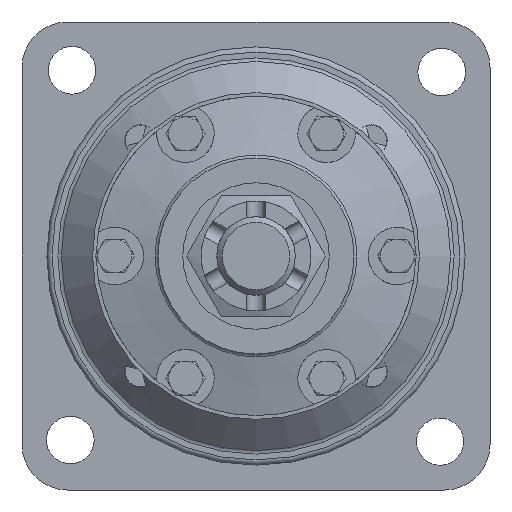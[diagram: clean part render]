
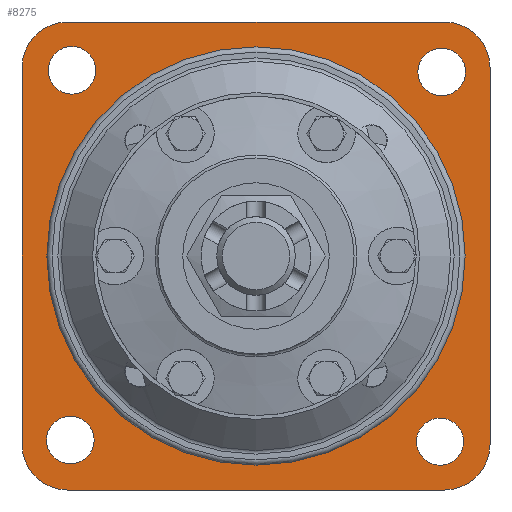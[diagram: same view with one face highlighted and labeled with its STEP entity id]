
A CAD part, left-side view. The second image highlights one B-rep face of the part: STEP entity #8275.
In plain terms, the highlighted planar face has unit normal (-1, 0, 0).
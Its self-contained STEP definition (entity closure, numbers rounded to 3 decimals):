
#974=LINE('',#14274,#1504);
#978=LINE('',#14286,#1508);
#982=LINE('',#14298,#1512);
#986=LINE('',#14310,#1516);
#1504=VECTOR('',#11322,1000.);
#1508=VECTOR('',#11334,1000.);
#1512=VECTOR('',#11346,1000.);
#1516=VECTOR('',#11358,1000.);
#3215=ORIENTED_EDGE('',*,*,#4625,.T.);
#3216=ORIENTED_EDGE('',*,*,#4703,.T.);
#3217=ORIENTED_EDGE('',*,*,#4701,.T.);
#3218=ORIENTED_EDGE('',*,*,#4699,.T.);
#3219=ORIENTED_EDGE('',*,*,#4697,.T.);
#3220=ORIENTED_EDGE('',*,*,#4677,.F.);
#3221=ORIENTED_EDGE('',*,*,#4706,.F.);
#3222=ORIENTED_EDGE('',*,*,#4695,.F.);
#3223=ORIENTED_EDGE('',*,*,#4692,.F.);
#3224=ORIENTED_EDGE('',*,*,#4689,.F.);
#3225=ORIENTED_EDGE('',*,*,#4686,.F.);
#3226=ORIENTED_EDGE('',*,*,#4683,.F.);
#3227=ORIENTED_EDGE('',*,*,#4680,.F.);
#4625=EDGE_CURVE('',#5508,#5508,#5961,.T.);
#4677=EDGE_CURVE('',#5554,#5555,#974,.T.);
#4680=EDGE_CURVE('',#5555,#5557,#5994,.T.);
#4683=EDGE_CURVE('',#5557,#5559,#978,.T.);
#4686=EDGE_CURVE('',#5559,#5561,#5996,.T.);
#4689=EDGE_CURVE('',#5561,#5563,#982,.T.);
#4692=EDGE_CURVE('',#5563,#5565,#5998,.T.);
#4695=EDGE_CURVE('',#5565,#5567,#986,.T.);
#4697=EDGE_CURVE('',#5568,#5568,#5999,.T.);
#4699=EDGE_CURVE('',#5570,#5570,#6001,.T.);
#4701=EDGE_CURVE('',#5572,#5572,#6003,.T.);
#4703=EDGE_CURVE('',#5574,#5574,#6005,.T.);
#4706=EDGE_CURVE('',#5567,#5554,#6008,.T.);
#5508=VERTEX_POINT('',#14092);
#5554=VERTEX_POINT('',#14273);
#5555=VERTEX_POINT('',#14275);
#5557=VERTEX_POINT('',#14281);
#5559=VERTEX_POINT('',#14287);
#5561=VERTEX_POINT('',#14293);
#5563=VERTEX_POINT('',#14299);
#5565=VERTEX_POINT('',#14305);
#5567=VERTEX_POINT('',#14311);
#5568=VERTEX_POINT('',#14315);
#5570=VERTEX_POINT('',#14320);
#5572=VERTEX_POINT('',#14325);
#5574=VERTEX_POINT('',#14330);
#5961=CIRCLE('',#9129,80.);
#5994=CIRCLE('',#9185,17.5);
#5996=CIRCLE('',#9189,17.5);
#5998=CIRCLE('',#9193,17.5);
#5999=CIRCLE('',#9196,9.01);
#6001=CIRCLE('',#9199,9.1);
#6003=CIRCLE('',#9202,9.1);
#6005=CIRCLE('',#9205,9.1);
#6008=CIRCLE('',#9209,17.5);
#6638=EDGE_LOOP('',(#3215));
#6639=EDGE_LOOP('',(#3216));
#6640=EDGE_LOOP('',(#3217));
#6641=EDGE_LOOP('',(#3218));
#6642=EDGE_LOOP('',(#3219));
#6643=EDGE_LOOP('',(#3220,#3221,#3222,#3223,#3224,#3225,#3226,#3227));
#7392=FACE_BOUND('',#6638,.T.);
#7393=FACE_BOUND('',#6639,.T.);
#7394=FACE_BOUND('',#6640,.T.);
#7395=FACE_BOUND('',#6641,.T.);
#7396=FACE_BOUND('',#6642,.T.);
#7397=FACE_BOUND('',#6643,.T.);
#7814=PLANE('',#9210);
#8275=ADVANCED_FACE('',(#7392,#7393,#7394,#7395,#7396,#7397),#7814,.F.);
#9129=AXIS2_PLACEMENT_3D('',#14091,#11200,#11201);
#9185=AXIS2_PLACEMENT_3D('',#14280,#11328,#11329);
#9189=AXIS2_PLACEMENT_3D('',#14292,#11340,#11341);
#9193=AXIS2_PLACEMENT_3D('',#14304,#11352,#11353);
#9196=AXIS2_PLACEMENT_3D('',#14314,#11362,#11363);
#9199=AXIS2_PLACEMENT_3D('',#14319,#11368,#11369);
#9202=AXIS2_PLACEMENT_3D('',#14324,#11374,#11375);
#9205=AXIS2_PLACEMENT_3D('',#14329,#11380,#11381);
#9209=AXIS2_PLACEMENT_3D('',#14335,#11388,#11389);
#9210=AXIS2_PLACEMENT_3D('',#14336,#11390,#11391);
#11200=DIRECTION('',(1.,0.,0.));
#11201=DIRECTION('',(0.,0.,-1.));
#11322=DIRECTION('',(0.,-1.,0.));
#11328=DIRECTION('',(1.,0.,0.));
#11329=DIRECTION('',(0.,0.,-1.));
#11334=DIRECTION('',(0.,0.,-1.));
#11340=DIRECTION('',(1.,0.,0.));
#11341=DIRECTION('',(0.,0.,-1.));
#11346=DIRECTION('',(0.,1.,0.));
#11352=DIRECTION('',(1.,0.,0.));
#11353=DIRECTION('',(0.,0.,-1.));
#11358=DIRECTION('',(0.,0.,1.));
#11362=DIRECTION('',(1.,0.,0.));
#11363=DIRECTION('',(0.,0.,-1.));
#11368=DIRECTION('',(1.,0.,0.));
#11369=DIRECTION('',(0.,0.,-1.));
#11374=DIRECTION('',(1.,0.,0.));
#11375=DIRECTION('',(0.,0.,-1.));
#11380=DIRECTION('',(1.,0.,0.));
#11381=DIRECTION('',(0.,0.,-1.));
#11388=DIRECTION('',(1.,0.,0.));
#11389=DIRECTION('',(0.,0.,-1.));
#11390=DIRECTION('',(1.,0.,0.));
#11391=DIRECTION('',(0.,0.,-1.));
#14091=CARTESIAN_POINT('',(99.7,0.,0.));
#14092=CARTESIAN_POINT('',(99.7,0.,-80.));
#14273=CARTESIAN_POINT('',(99.7,72.005,89.505));
#14274=CARTESIAN_POINT('',(99.7,72.005,89.505));
#14275=CARTESIAN_POINT('',(99.7,-72.005,89.505));
#14280=CARTESIAN_POINT('',(99.7,-72.005,72.005));
#14281=CARTESIAN_POINT('',(99.7,-89.505,72.005));
#14286=CARTESIAN_POINT('',(99.7,-89.505,72.005));
#14287=CARTESIAN_POINT('',(99.7,-89.505,-72.005));
#14292=CARTESIAN_POINT('',(99.7,-72.005,-72.005));
#14293=CARTESIAN_POINT('',(99.7,-72.005,-89.505));
#14298=CARTESIAN_POINT('',(99.7,-72.005,-89.505));
#14299=CARTESIAN_POINT('',(99.7,72.005,-89.505));
#14304=CARTESIAN_POINT('',(99.7,72.005,-72.005));
#14305=CARTESIAN_POINT('',(99.7,89.505,-72.005));
#14310=CARTESIAN_POINT('',(99.7,89.505,-72.005));
#14311=CARTESIAN_POINT('',(99.7,89.505,72.005));
#14314=CARTESIAN_POINT('',(99.7,-70.4,-71.02));
#14315=CARTESIAN_POINT('',(99.7,-70.4,-80.03));
#14319=CARTESIAN_POINT('',(99.7,71.02,-70.4));
#14320=CARTESIAN_POINT('',(99.7,71.02,-79.5));
#14324=CARTESIAN_POINT('',(99.7,-71.02,70.4));
#14325=CARTESIAN_POINT('',(99.7,-71.02,61.3));
#14329=CARTESIAN_POINT('',(99.7,70.4,71.02));
#14330=CARTESIAN_POINT('',(99.7,70.4,61.92));
#14335=CARTESIAN_POINT('',(99.7,72.005,72.005));
#14336=CARTESIAN_POINT('',(99.7,-72.005,72.005));
